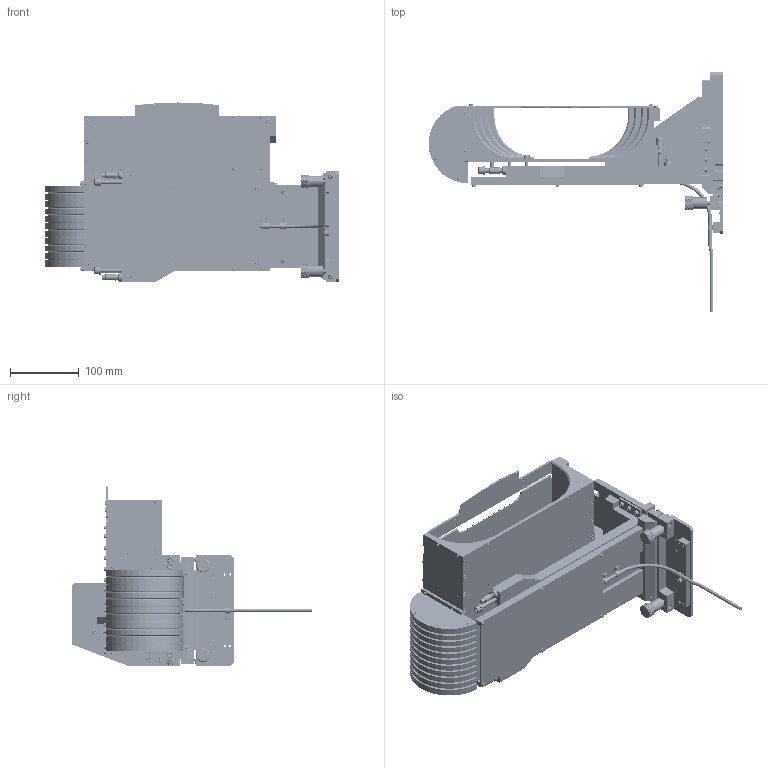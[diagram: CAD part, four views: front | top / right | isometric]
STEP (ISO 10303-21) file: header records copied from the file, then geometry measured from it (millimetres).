
FILE_DESCRIPTION(('FreeCAD Model'),'2;1');
FILE_NAME('DESI-test-slit-simplified-llg.stp', '2016-08-06T21:49:33',('Author'),(''), 'Open CASCADE STEP processor 6.8','FreeCAD','Unknown');
FILE_SCHEMA(('AUTOMOTIVE_DESIGN_CC2 { 1 2 10303 214 -1 1 5 4 }'));
Length unit declared in the file: millimetre
Products named in the file (281): HEAD_UNIT110; CARRIAGE065; CARRIAGE044; SLIT_BLOCK_007; HEAD_UNIT015; HEAD_UNIT008; SLIT_BLOCK_7; SLIT_ASSY; SLIT_BLOCK_6; SLIT_BLOCK_008; SLIT_BLOCK_006; HEAD_UNIT; SLIT_BLOCK_4; SLIT_BLOCK; SLIDING_ASSY; CARRIAGE050; CARRIAGE054; SLIT_ASSY005; SLIT_ASSY004; HEAD_UNIT011; HEAD_UNIT016; SLIT_ASSY008; HEAD_UNIT003; HEAD_UNIT010; CARRIAGE057; CARRIAGE017; CARRIAGE046; SLIT_BLOCK001; CARRIAGE061; CARRIAGE066; CARRIAGE058; CARRIAGE059; CARRIAGE064; CARRIAGE045; CARRIAGE047; SLIT_ASSY009; SLIT_BLOCK_004; SLIT_BLOCK_3; HEAD_UNIT007; SLIT_ASSY006 ...
Bounding box: 427.06 x 348 x 259.51 mm (x, y, z)
Volume: 2634004.8 mm3; surface area: 959149.9 mm2
Topology: 281 solids, 281 shells, 7215 faces, 17008 edges, 10837 vertices
Faces by surface type: plane 3771, cylinder 1890, cone 616, bspline 596, torus 333, sphere 9
Full cylindrical faces by diameter (mm): 0.17 x250, 0.8 x20, 1.171 x4, 1.221 x4, 1.5 x3, 1.567 x47, 1.6 x4, 2 x47, 2.2 x3, 2.4 x26, 2.459 x69, 2.5 x24, 3 x67, 3.188 x3, 3.242 x25, 3.4 x81, 3.5 x22, 3.6 x4, 3.8 x47, 4 x86, 4.4 x3, 4.5 x20, 4.763 x9, 4.917 x5, 5 x44, 5.2 x12, 5.5 x51, 5.7 x4, 5.969 x3, 6 x35
Entity records: 677582 total; most frequent: CARTESIAN_POINT 359911, DIRECTION 49869, ORIENTED_EDGE 33482, PCURVE 33482, DEFINITIONAL_REPRESENTATION 33482, LINE 25824, VECTOR 25824, EDGE_CURVE 16741
